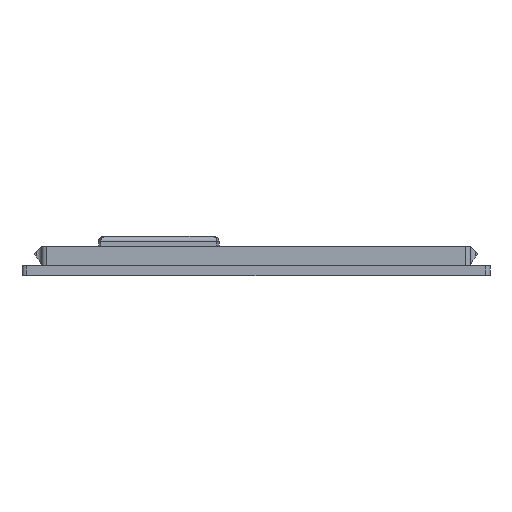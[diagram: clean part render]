
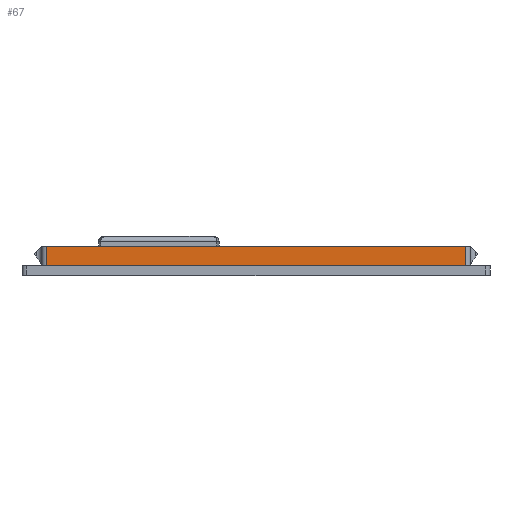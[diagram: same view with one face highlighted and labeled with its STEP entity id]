
A CAD part, front view. The second image highlights one B-rep face of the part: STEP entity #67.
In plain terms, the highlighted planar face has unit normal (0, -1, 0).
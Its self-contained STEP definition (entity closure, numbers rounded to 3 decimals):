
#67=ADVANCED_FACE('',(#572),#574,.T.);
#572=FACE_BOUND('',#573,.T.);
#573=EDGE_LOOP('',(#15209,#15210,#15211,#15212));
#574=PLANE('',#575);
#575=AXIS2_PLACEMENT_3D('',#576,#577,#578);
#576=CARTESIAN_POINT('',(-22.,-79.,1.));
#577=DIRECTION('',(0.,-1.,0.));
#578=DIRECTION('',(1.,0.,0.));
#15209=ORIENTED_EDGE('',*,*,#17105,.F.);
#15210=ORIENTED_EDGE('',*,*,#17106,.T.);
#15211=ORIENTED_EDGE('',*,*,#17107,.T.);
#15212=ORIENTED_EDGE('',*,*,#16879,.F.);
#16879=EDGE_CURVE('',#17784,#17786,#17787,.T.);
#17105=EDGE_CURVE('',#18218,#17784,#18220,.T.);
#17106=EDGE_CURVE('',#18218,#18221,#18222,.T.);
#17107=EDGE_CURVE('',#18221,#17786,#18223,.T.);
#17784=VERTEX_POINT('',#19260);
#17786=VERTEX_POINT('',#19265);
#17787=LINE('',#19266,#19267);
#18218=VERTEX_POINT('',#20163);
#18220=LINE('',#20168,#20169);
#18221=VERTEX_POINT('',#20171);
#18222=LINE('',#20172,#20173);
#18223=LINE('',#20175,#20176);
#19260=CARTESIAN_POINT('',(-21.5,-79.,3.));
#19265=CARTESIAN_POINT('',(21.5,-79.,3.));
#19266=CARTESIAN_POINT('',(-21.5,-79.,3.));
#19267=VECTOR('',#19268,1.);
#19268=DIRECTION('',(1.,0.,0.));
#20163=CARTESIAN_POINT('',(-21.5,-79.,1.));
#20168=CARTESIAN_POINT('',(-21.5,-79.,1.));
#20169=VECTOR('',#20170,1.);
#20170=DIRECTION('',(0.,0.,1.));
#20171=CARTESIAN_POINT('',(21.5,-79.,1.));
#20172=CARTESIAN_POINT('',(-21.5,-79.,1.));
#20173=VECTOR('',#20174,1.);
#20174=DIRECTION('',(1.,0.,0.));
#20175=CARTESIAN_POINT('',(21.5,-79.,1.));
#20176=VECTOR('',#20177,1.);
#20177=DIRECTION('',(0.,0.,1.));
